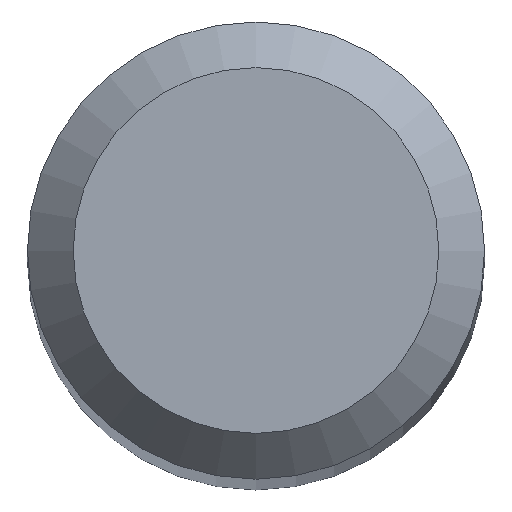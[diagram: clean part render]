
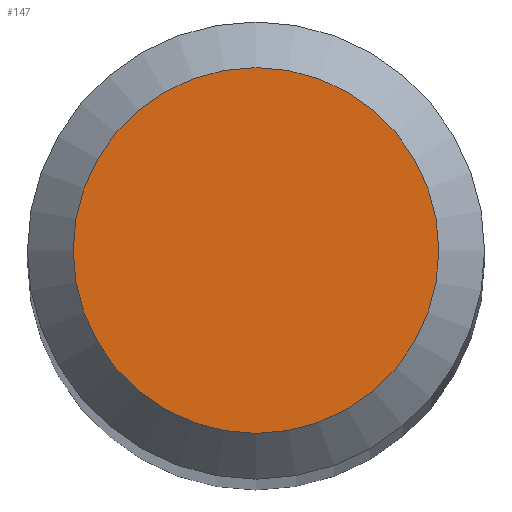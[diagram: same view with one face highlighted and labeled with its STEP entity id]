
A CAD part, top view. The second image highlights one B-rep face of the part: STEP entity #147.
In plain terms, the highlighted planar face has unit normal (0, 0, 1).
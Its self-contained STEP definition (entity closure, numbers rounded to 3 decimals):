
#29 = DIRECTION ( 'NONE',  ( 0., 0., -1. ) ) ;
#37 = CIRCLE ( 'NONE', #206, 1.2 ) ;
#42 = CARTESIAN_POINT ( 'NONE',  ( 0., 0., 46. ) ) ;
#56 = EDGE_CURVE ( 'NONE', #70, #70, #37, .T. ) ;
#70 = VERTEX_POINT ( 'NONE', #277 ) ;
#98 = EDGE_LOOP ( 'NONE', ( #220 ) ) ;
#132 = DIRECTION ( 'NONE',  ( 0., 0., -1. ) ) ;
#147 = ADVANCED_FACE ( 'NONE', ( #157 ), #247, .F. ) ;
#157 = FACE_OUTER_BOUND ( 'NONE', #98, .T. ) ;
#162 = DIRECTION ( 'NONE',  ( 0., 1., 0. ) ) ;
#203 = DIRECTION ( 'NONE',  ( 0., 1., 0. ) ) ;
#206 = AXIS2_PLACEMENT_3D ( 'NONE', #218, #29, #162 ) ;
#218 = CARTESIAN_POINT ( 'NONE',  ( 0., 0., 46. ) ) ;
#220 = ORIENTED_EDGE ( 'NONE', *, *, #56, .F. ) ;
#247 = PLANE ( 'NONE',  #278 ) ;
#277 = CARTESIAN_POINT ( 'NONE',  ( 0., 1.2, 46. ) ) ;
#278 = AXIS2_PLACEMENT_3D ( 'NONE', #42, #132, #203 ) ;
